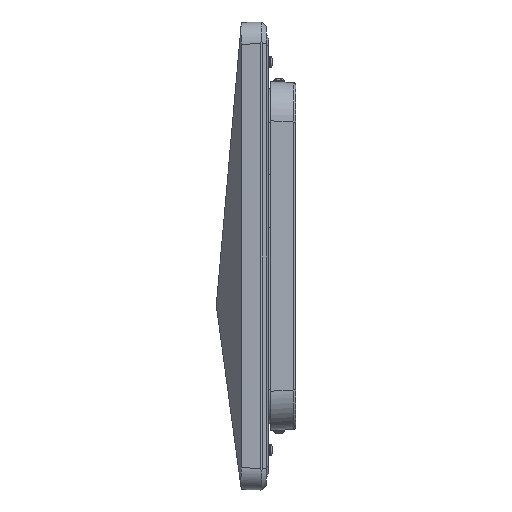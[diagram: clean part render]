
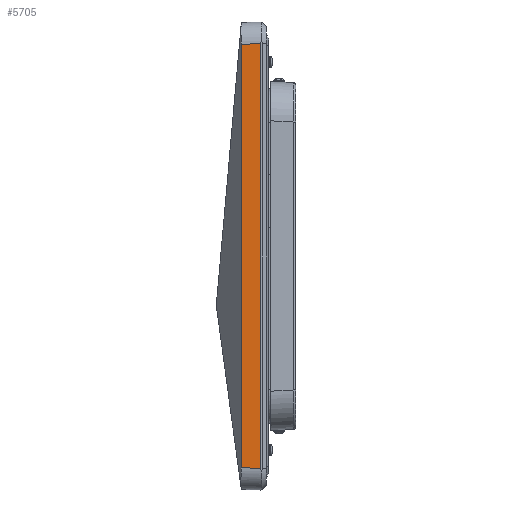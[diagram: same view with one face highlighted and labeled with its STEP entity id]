
A CAD part, left-side view. The second image highlights one B-rep face of the part: STEP entity #5705.
In plain terms, the highlighted planar face has unit normal (-1, 0.026, 0).
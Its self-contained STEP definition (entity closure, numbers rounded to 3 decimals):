
#883 = DIRECTION ( 'NONE',  ( -0.026, -0.999, -0.026 ) ) ;
#1471 = CARTESIAN_POINT ( 'NONE',  ( -140., 0., 140. ) ) ;
#1756 = DIRECTION ( 'NONE',  ( 0.026, 0.999, -0.026 ) ) ;
#2229 = VECTOR ( 'NONE', #1756, 1000. ) ;
#2571 = CARTESIAN_POINT ( 'NONE',  ( -139.817, 6.982, -126.822 ) ) ;
#3028 = VECTOR ( 'NONE', #16186, 1000. ) ;
#5705 = ADVANCED_FACE ( 'NONE', ( #16646 ), #11099, .T. ) ;
#6317 = CARTESIAN_POINT ( 'NONE',  ( -139.607, 15., 0. ) ) ;
#7958 = ORIENTED_EDGE ( 'NONE', *, *, #21200, .T. ) ;
#8240 = LINE ( 'NONE', #6317, #14426 ) ;
#8521 = CARTESIAN_POINT ( 'NONE',  ( -139.907, 3.568, -126.911 ) ) ;
#8631 = VECTOR ( 'NONE', #883, 1000. ) ;
#8941 = VERTEX_POINT ( 'NONE', #20885 ) ;
#8995 = VERTEX_POINT ( 'NONE', #16915 ) ;
#9842 = CARTESIAN_POINT ( 'NONE',  ( -139.607, 15., -126.612 ) ) ;
#11099 = PLANE ( 'NONE',  #16180 ) ;
#11748 = CARTESIAN_POINT ( 'NONE',  ( -140.009, -0.34, 127.013 ) ) ;
#11828 = VERTEX_POINT ( 'NONE', #9842 ) ;
#14426 = VECTOR ( 'NONE', #16082, 1000. ) ;
#15217 = EDGE_CURVE ( 'NONE', #11828, #8995, #8240, .T. ) ;
#15643 = ORIENTED_EDGE ( 'NONE', *, *, #15217, .F. ) ;
#15926 = CARTESIAN_POINT ( 'NONE',  ( -139.907, 3.568, 126.928 ) ) ;
#16082 = DIRECTION ( 'NONE',  ( 0., 0., 1. ) ) ;
#16180 = AXIS2_PLACEMENT_3D ( 'NONE', #1471, #18966, #18718 ) ;
#16186 = DIRECTION ( 'NONE',  ( 0., 0., 1. ) ) ;
#16646 = FACE_OUTER_BOUND ( 'NONE', #22793, .T. ) ;
#16915 = CARTESIAN_POINT ( 'NONE',  ( -139.607, 15., 126.612 ) ) ;
#17743 = LINE ( 'NONE', #15926, #3028 ) ;
#18123 = LINE ( 'NONE', #2571, #8631 ) ;
#18190 = EDGE_CURVE ( 'NONE', #11828, #18707, #18123, .T. ) ;
#18707 = VERTEX_POINT ( 'NONE', #8521 ) ;
#18718 = DIRECTION ( 'NONE',  ( 0., 0., 1. ) ) ;
#18966 = DIRECTION ( 'NONE',  ( -1., 0.026, 0. ) ) ;
#19367 = LINE ( 'NONE', #11748, #2229 ) ;
#20603 = EDGE_CURVE ( 'NONE', #8941, #8995, #19367, .T. ) ;
#20885 = CARTESIAN_POINT ( 'NONE',  ( -139.907, 3.568, 126.911 ) ) ;
#21200 = EDGE_CURVE ( 'NONE', #18707, #8941, #17743, .T. ) ;
#21917 = ORIENTED_EDGE ( 'NONE', *, *, #18190, .T. ) ;
#22793 = EDGE_LOOP ( 'NONE', ( #21917, #7958, #22979, #15643 ) ) ;
#22979 = ORIENTED_EDGE ( 'NONE', *, *, #20603, .T. ) ;
